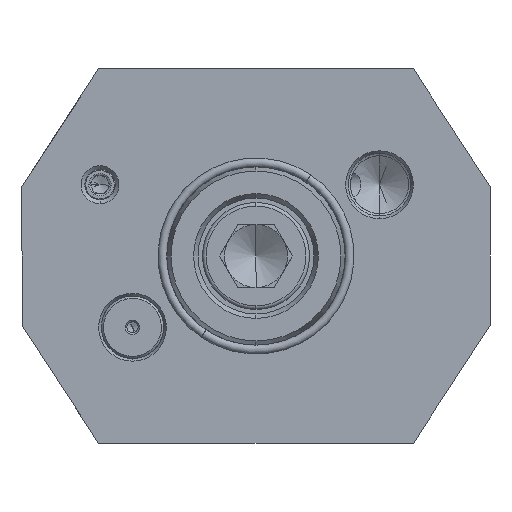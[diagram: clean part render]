
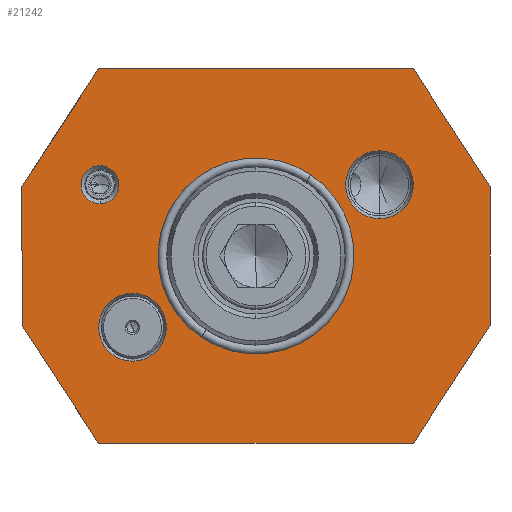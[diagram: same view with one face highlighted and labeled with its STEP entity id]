
A CAD part, left-side view. The second image highlights one B-rep face of the part: STEP entity #21242.
In plain terms, the highlighted planar face has unit normal (-1, 0, 0).
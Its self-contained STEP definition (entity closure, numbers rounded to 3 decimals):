
#94 = EDGE_CURVE ( 'NONE', #5320, #15532, #14556, .T. ) ;
#203 = DIRECTION ( 'NONE',  ( 0., -1., 0. ) ) ;
#374 = DIRECTION ( 'NONE',  ( 0., 0., 1. ) ) ;
#545 = CARTESIAN_POINT ( 'NONE',  ( 0., 35., 16. ) ) ;
#868 = EDGE_CURVE ( 'NONE', #23635, #18181, #27599, .T. ) ;
#1033 = ORIENTED_EDGE ( 'NONE', *, *, #14023, .F. ) ;
#1097 = VERTEX_POINT ( 'NONE', #27900 ) ;
#1150 = ORIENTED_EDGE ( 'NONE', *, *, #94, .F. ) ;
#1251 = ORIENTED_EDGE ( 'NONE', *, *, #22819, .F. ) ;
#1533 = EDGE_CURVE ( 'NONE', #18181, #2393, #28111, .T. ) ;
#1662 = VECTOR ( 'NONE', #12162, 1000. ) ;
#1830 = FACE_BOUND ( 'NONE', #16104, .T. ) ;
#1927 = DIRECTION ( 'NONE',  ( -1., 0., 0. ) ) ;
#1979 = CARTESIAN_POINT ( 'NONE',  ( 0., -35.324, 42. ) ) ;
#2009 = LINE ( 'NONE', #18221, #19832 ) ;
#2124 = FACE_BOUND ( 'NONE', #5461, .T. ) ;
#2237 = CARTESIAN_POINT ( 'NONE',  ( 0., -35.324, -42. ) ) ;
#2305 = DIRECTION ( 'NONE',  ( 0., -0.545, 0.839 ) ) ;
#2393 = VERTEX_POINT ( 'NONE', #12155 ) ;
#2771 = LINE ( 'NONE', #27614, #12510 ) ;
#3021 = CARTESIAN_POINT ( 'NONE',  ( 0., 27.713, -8.4 ) ) ;
#3024 = CARTESIAN_POINT ( 'NONE',  ( 0., 52.5, -15.551 ) ) ;
#3535 = DIRECTION ( 'NONE',  ( -1., 0., 0. ) ) ;
#3551 = CIRCLE ( 'NONE', #16983, 20.2 ) ;
#3703 = ORIENTED_EDGE ( 'NONE', *, *, #1533, .F. ) ;
#4367 = DIRECTION ( 'NONE',  ( 0., 0., 1. ) ) ;
#4921 = EDGE_CURVE ( 'NONE', #2393, #21666, #2009, .T. ) ;
#5058 = DIRECTION ( 'NONE',  ( -1., 0., 0. ) ) ;
#5178 = CIRCLE ( 'NONE', #21876, 7.6 ) ;
#5320 = VERTEX_POINT ( 'NONE', #3021 ) ;
#5361 = DIRECTION ( 'NONE',  ( 0., 0., -1. ) ) ;
#5400 = CARTESIAN_POINT ( 'NONE',  ( 0., 35.324, -42. ) ) ;
#5461 = EDGE_LOOP ( 'NONE', ( #21912, #13281 ) ) ;
#5720 = LINE ( 'NONE', #3024, #25409 ) ;
#5734 = CARTESIAN_POINT ( 'NONE',  ( 0., 27.713, -16. ) ) ;
#5850 = VECTOR ( 'NONE', #203, 1000. ) ;
#6217 = FACE_OUTER_BOUND ( 'NONE', #7642, .T. ) ;
#6338 = EDGE_CURVE ( 'NONE', #21926, #14840, #5720, .T. ) ;
#6686 = CARTESIAN_POINT ( 'NONE',  ( 0., 35.324, 42. ) ) ;
#7538 = CIRCLE ( 'NONE', #15143, 7.6 ) ;
#7627 = CARTESIAN_POINT ( 'NONE',  ( 0., -52.5, 15.551 ) ) ;
#7642 = EDGE_LOOP ( 'NONE', ( #25526, #11357, #28027, #21174, #3703, #28793, #1033, #8978 ) ) ;
#8350 = VECTOR ( 'NONE', #5361, 1000. ) ;
#8552 = EDGE_CURVE ( 'NONE', #14840, #26902, #22848, .T. ) ;
#8978 = ORIENTED_EDGE ( 'NONE', *, *, #25103, .F. ) ;
#9063 = DIRECTION ( 'NONE',  ( -1., 0., 0. ) ) ;
#9212 = DIRECTION ( 'NONE',  ( 0., -0.545, -0.839 ) ) ;
#9386 = CARTESIAN_POINT ( 'NONE',  ( 0., 0., 0. ) ) ;
#9416 = CARTESIAN_POINT ( 'NONE',  ( 0., 35., 16. ) ) ;
#9686 = AXIS2_PLACEMENT_3D ( 'NONE', #9386, #18948, #9824 ) ;
#9718 = DIRECTION ( 'NONE',  ( 0., 0., 1. ) ) ;
#9824 = DIRECTION ( 'NONE',  ( 0., 0., 1. ) ) ;
#9879 = CARTESIAN_POINT ( 'NONE',  ( 0., 35., 11.75 ) ) ;
#10149 = DIRECTION ( 'NONE',  ( 0., 0., 1. ) ) ;
#10413 = VERTEX_POINT ( 'NONE', #29136 ) ;
#10461 = CARTESIAN_POINT ( 'NONE',  ( 0., 0., 20.2 ) ) ;
#11340 = CARTESIAN_POINT ( 'NONE',  ( 0., -35.324, 42. ) ) ;
#11357 = ORIENTED_EDGE ( 'NONE', *, *, #6338, .F. ) ;
#11788 = CARTESIAN_POINT ( 'NONE',  ( 0., -27.713, 16. ) ) ;
#11869 = LINE ( 'NONE', #14247, #1662 ) ;
#12155 = CARTESIAN_POINT ( 'NONE',  ( 0., -52.5, -15.551 ) ) ;
#12162 = DIRECTION ( 'NONE',  ( 0., 1., 0. ) ) ;
#12510 = VECTOR ( 'NONE', #2305, 1000. ) ;
#12626 = AXIS2_PLACEMENT_3D ( 'NONE', #545, #21223, #9718 ) ;
#13042 = CARTESIAN_POINT ( 'NONE',  ( 0., -52.5, 15.551 ) ) ;
#13281 = ORIENTED_EDGE ( 'NONE', *, *, #17290, .F. ) ;
#13467 = CIRCLE ( 'NONE', #9686, 20.2 ) ;
#13470 = DIRECTION ( 'NONE',  ( 0., 0., 1. ) ) ;
#13516 = DIRECTION ( 'NONE',  ( 0., 0., 1. ) ) ;
#14023 = EDGE_CURVE ( 'NONE', #25539, #23635, #18053, .T. ) ;
#14075 = AXIS2_PLACEMENT_3D ( 'NONE', #5734, #23984, #28498 ) ;
#14247 = CARTESIAN_POINT ( 'NONE',  ( 0., 35.324, -42. ) ) ;
#14328 = CARTESIAN_POINT ( 'NONE',  ( 0., 52.5, 15.551 ) ) ;
#14556 = CIRCLE ( 'NONE', #14075, 7.6 ) ;
#14840 = VERTEX_POINT ( 'NONE', #26561 ) ;
#14843 = DIRECTION ( 'NONE',  ( 0., 0.545, 0.839 ) ) ;
#15143 = AXIS2_PLACEMENT_3D ( 'NONE', #18139, #1927, #13470 ) ;
#15532 = VERTEX_POINT ( 'NONE', #24595 ) ;
#15781 = CARTESIAN_POINT ( 'NONE',  ( 0., 0., 0. ) ) ;
#15834 = EDGE_CURVE ( 'NONE', #15532, #5320, #7538, .T. ) ;
#15956 = VECTOR ( 'NONE', #18237, 1000. ) ;
#16104 = EDGE_LOOP ( 'NONE', ( #1251, #17500 ) ) ;
#16595 = DIRECTION ( 'NONE',  ( 0., 0., 1. ) ) ;
#16673 = EDGE_CURVE ( 'NONE', #21666, #21926, #11869, .T. ) ;
#16983 = AXIS2_PLACEMENT_3D ( 'NONE', #21938, #3535, #10149 ) ;
#17142 = ORIENTED_EDGE ( 'NONE', *, *, #15834, .F. ) ;
#17172 = EDGE_CURVE ( 'NONE', #29438, #1097, #25525, .T. ) ;
#17290 = EDGE_CURVE ( 'NONE', #26457, #20004, #3551, .T. ) ;
#17500 = ORIENTED_EDGE ( 'NONE', *, *, #18730, .F. ) ;
#17601 = PLANE ( 'NONE',  #26125 ) ;
#18009 = CARTESIAN_POINT ( 'NONE',  ( 0., -27.713, 16. ) ) ;
#18053 = LINE ( 'NONE', #6686, #5850 ) ;
#18139 = CARTESIAN_POINT ( 'NONE',  ( 0., 27.713, -16. ) ) ;
#18181 = VERTEX_POINT ( 'NONE', #13042 ) ;
#18221 = CARTESIAN_POINT ( 'NONE',  ( 0., -52.5, -15.551 ) ) ;
#18237 = DIRECTION ( 'NONE',  ( 0., 0., 1. ) ) ;
#18462 = CARTESIAN_POINT ( 'NONE',  ( 0., 0., -20.2 ) ) ;
#18730 = EDGE_CURVE ( 'NONE', #10413, #25534, #25605, .T. ) ;
#18948 = DIRECTION ( 'NONE',  ( -1., 0., 0. ) ) ;
#19598 = CARTESIAN_POINT ( 'NONE',  ( 0., 35.324, 42. ) ) ;
#19763 = EDGE_LOOP ( 'NONE', ( #1150, #17142 ) ) ;
#19832 = VECTOR ( 'NONE', #29269, 1000. ) ;
#19955 = DIRECTION ( 'NONE',  ( -1., 0., 0. ) ) ;
#20004 = VERTEX_POINT ( 'NONE', #10461 ) ;
#20414 = FACE_BOUND ( 'NONE', #27458, .T. ) ;
#21174 = ORIENTED_EDGE ( 'NONE', *, *, #4921, .F. ) ;
#21223 = DIRECTION ( 'NONE',  ( -1., 0., 0. ) ) ;
#21242 = ADVANCED_FACE ( 'NONE', ( #20414, #1830, #22193, #2124, #6217 ), #17601, .T. ) ;
#21666 = VERTEX_POINT ( 'NONE', #2237 ) ;
#21876 = AXIS2_PLACEMENT_3D ( 'NONE', #18009, #19955, #4367 ) ;
#21912 = ORIENTED_EDGE ( 'NONE', *, *, #26096, .F. ) ;
#21926 = VERTEX_POINT ( 'NONE', #5400 ) ;
#21938 = CARTESIAN_POINT ( 'NONE',  ( 0., 0., 0. ) ) ;
#22193 = FACE_BOUND ( 'NONE', #19763, .T. ) ;
#22610 = ORIENTED_EDGE ( 'NONE', *, *, #17172, .F. ) ;
#22819 = EDGE_CURVE ( 'NONE', #25534, #10413, #5178, .T. ) ;
#22848 = LINE ( 'NONE', #14328, #15956 ) ;
#23165 = VECTOR ( 'NONE', #9212, 1000. ) ;
#23635 = VERTEX_POINT ( 'NONE', #11340 ) ;
#23984 = DIRECTION ( 'NONE',  ( -1., 0., 0. ) ) ;
#24196 = CIRCLE ( 'NONE', #28016, 4.25 ) ;
#24232 = CARTESIAN_POINT ( 'NONE',  ( 0., -27.713, 23.6 ) ) ;
#24595 = CARTESIAN_POINT ( 'NONE',  ( 0., 27.713, -23.6 ) ) ;
#24739 = EDGE_CURVE ( 'NONE', #1097, #29438, #24196, .T. ) ;
#25103 = EDGE_CURVE ( 'NONE', #26902, #25539, #2771, .T. ) ;
#25195 = ORIENTED_EDGE ( 'NONE', *, *, #24739, .F. ) ;
#25409 = VECTOR ( 'NONE', #14843, 1000. ) ;
#25525 = CIRCLE ( 'NONE', #12626, 4.25 ) ;
#25526 = ORIENTED_EDGE ( 'NONE', *, *, #8552, .F. ) ;
#25534 = VERTEX_POINT ( 'NONE', #24232 ) ;
#25539 = VERTEX_POINT ( 'NONE', #19598 ) ;
#25605 = CIRCLE ( 'NONE', #26100, 7.6 ) ;
#25876 = CARTESIAN_POINT ( 'NONE',  ( 0., 52.5, 15.551 ) ) ;
#26096 = EDGE_CURVE ( 'NONE', #20004, #26457, #13467, .T. ) ;
#26100 = AXIS2_PLACEMENT_3D ( 'NONE', #11788, #27789, #374 ) ;
#26125 = AXIS2_PLACEMENT_3D ( 'NONE', #15781, #9063, #13516 ) ;
#26457 = VERTEX_POINT ( 'NONE', #18462 ) ;
#26561 = CARTESIAN_POINT ( 'NONE',  ( 0., 52.5, -15.551 ) ) ;
#26902 = VERTEX_POINT ( 'NONE', #25876 ) ;
#27458 = EDGE_LOOP ( 'NONE', ( #25195, #22610 ) ) ;
#27599 = LINE ( 'NONE', #1979, #23165 ) ;
#27614 = CARTESIAN_POINT ( 'NONE',  ( 0., 35.324, 42. ) ) ;
#27789 = DIRECTION ( 'NONE',  ( -1., 0., 0. ) ) ;
#27900 = CARTESIAN_POINT ( 'NONE',  ( 0., 35., 20.25 ) ) ;
#28016 = AXIS2_PLACEMENT_3D ( 'NONE', #9416, #5058, #16595 ) ;
#28027 = ORIENTED_EDGE ( 'NONE', *, *, #16673, .F. ) ;
#28111 = LINE ( 'NONE', #7627, #8350 ) ;
#28498 = DIRECTION ( 'NONE',  ( 0., 0., 1. ) ) ;
#28793 = ORIENTED_EDGE ( 'NONE', *, *, #868, .F. ) ;
#29136 = CARTESIAN_POINT ( 'NONE',  ( 0., -27.713, 8.4 ) ) ;
#29269 = DIRECTION ( 'NONE',  ( 0., 0.545, -0.839 ) ) ;
#29438 = VERTEX_POINT ( 'NONE', #9879 ) ;
